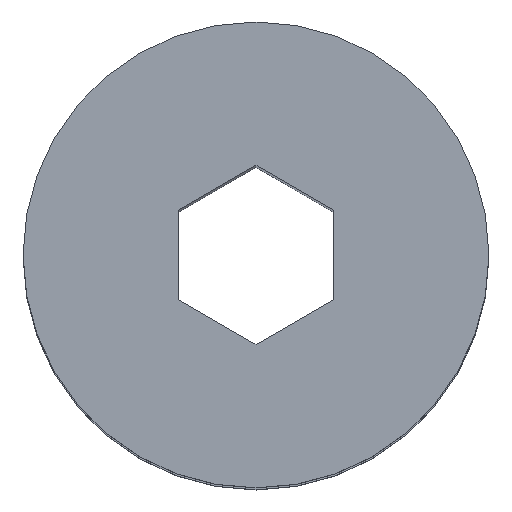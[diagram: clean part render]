
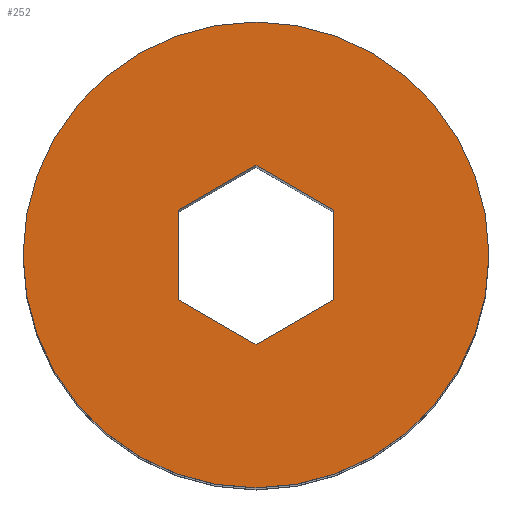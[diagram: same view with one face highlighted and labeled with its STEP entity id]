
A CAD part, top view. The second image highlights one B-rep face of the part: STEP entity #252.
In plain terms, the highlighted planar face has unit normal (0, 0, 1).
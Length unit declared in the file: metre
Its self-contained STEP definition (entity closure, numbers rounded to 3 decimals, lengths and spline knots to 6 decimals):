
#29=LINE('',#395,#49);
#30=LINE('',#398,#50);
#31=LINE('',#400,#51);
#32=LINE('',#402,#52);
#33=LINE('',#404,#53);
#34=LINE('',#406,#54);
#49=VECTOR('',#320,1.);
#50=VECTOR('',#321,1.);
#51=VECTOR('',#322,1.);
#52=VECTOR('',#323,1.);
#53=VECTOR('',#324,1.);
#54=VECTOR('',#325,1.);
#70=ORIENTED_EDGE('',*,*,#134,.F.);
#71=ORIENTED_EDGE('',*,*,#135,.T.);
#72=ORIENTED_EDGE('',*,*,#136,.T.);
#73=ORIENTED_EDGE('',*,*,#137,.T.);
#74=ORIENTED_EDGE('',*,*,#138,.T.);
#75=ORIENTED_EDGE('',*,*,#139,.T.);
#76=ORIENTED_EDGE('',*,*,#140,.T.);
#134=EDGE_CURVE('',#166,#166,#184,.T.);
#135=EDGE_CURVE('',#167,#168,#29,.T.);
#136=EDGE_CURVE('',#168,#169,#30,.T.);
#137=EDGE_CURVE('',#169,#170,#31,.T.);
#138=EDGE_CURVE('',#170,#171,#32,.T.);
#139=EDGE_CURVE('',#171,#172,#33,.T.);
#140=EDGE_CURVE('',#172,#167,#34,.T.);
#166=VERTEX_POINT('',#394);
#167=VERTEX_POINT('',#396);
#168=VERTEX_POINT('',#397);
#169=VERTEX_POINT('',#399);
#170=VERTEX_POINT('',#401);
#171=VERTEX_POINT('',#403);
#172=VERTEX_POINT('',#405);
#184=CIRCLE('',#282,0.01905);
#191=EDGE_LOOP('',(#70));
#192=EDGE_LOOP('',(#71,#72,#73,#74,#75,#76));
#217=FACE_BOUND('',#191,.T.);
#218=FACE_BOUND('',#192,.T.);
#242=PLANE('',#281);
#252=ADVANCED_FACE('',(#217,#218),#242,.T.);
#281=AXIS2_PLACEMENT_3D('',#392,#316,#317);
#282=AXIS2_PLACEMENT_3D('',#393,#318,#319);
#316=DIRECTION('',(0.,0.,1.));
#317=DIRECTION('',(1.,0.,0.));
#318=DIRECTION('',(0.,0.,-1.));
#319=DIRECTION('',(-1.,0.,0.));
#320=DIRECTION('',(0.866,0.5,0.));
#321=DIRECTION('',(0.866,-0.5,0.));
#322=DIRECTION('',(0.,-1.,0.));
#323=DIRECTION('',(-0.866,-0.5,0.));
#324=DIRECTION('',(-0.866,0.5,0.));
#325=DIRECTION('',(0.,1.,0.));
#392=CARTESIAN_POINT('',(-0.009525,0.,0.1016));
#393=CARTESIAN_POINT('',(0.,0.,0.1016));
#394=CARTESIAN_POINT('',(-0.01905,0.,0.1016));
#395=CARTESIAN_POINT('',(-0.003175,0.005499,0.1016));
#396=CARTESIAN_POINT('',(-0.00635,0.003666,0.1016));
#397=CARTESIAN_POINT('',(0.,0.007332,0.1016));
#398=CARTESIAN_POINT('',(0.003175,0.005499,0.1016));
#399=CARTESIAN_POINT('',(0.00635,0.003666,0.1016));
#400=CARTESIAN_POINT('',(0.00635,0.,0.1016));
#401=CARTESIAN_POINT('',(0.00635,-0.003666,0.1016));
#402=CARTESIAN_POINT('',(0.003175,-0.005499,0.1016));
#403=CARTESIAN_POINT('',(0.,-0.007332,0.1016));
#404=CARTESIAN_POINT('',(-0.003175,-0.005499,0.1016));
#405=CARTESIAN_POINT('',(-0.00635,-0.003666,0.1016));
#406=CARTESIAN_POINT('',(-0.00635,0.,0.1016));
